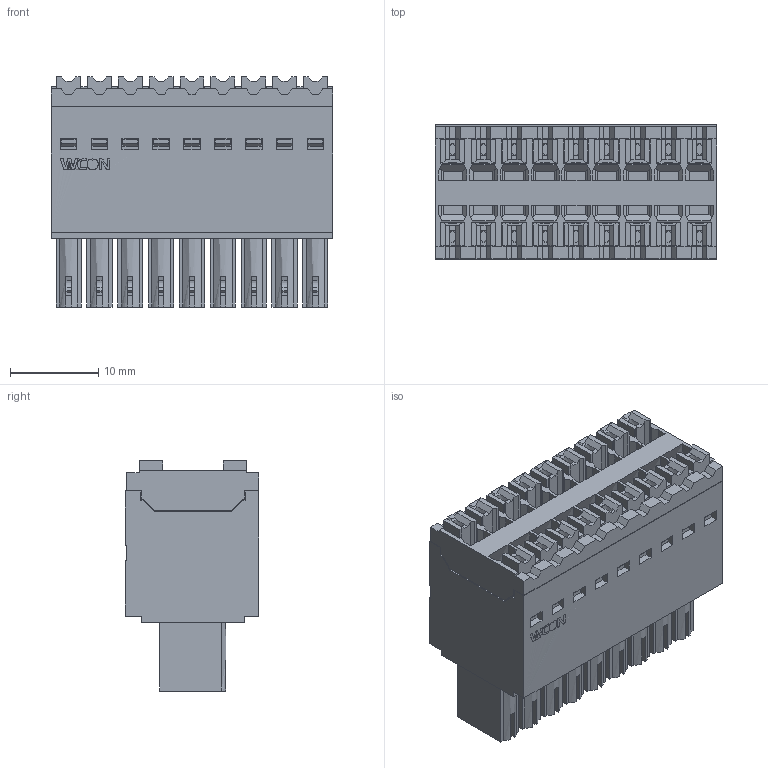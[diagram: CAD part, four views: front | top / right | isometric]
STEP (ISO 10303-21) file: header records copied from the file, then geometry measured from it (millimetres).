
FILE_DESCRIPTION( ('This file contains a STEP AP42 implementation' ,'as created by ZW3D STEP Interface translator.') ,'2;1' );
FILE_NAME( 'PF350SW-2F09BSNN1.stp' ,'231129.142325', (''), ('ZWCAD Software Co.'), 'Version 1.0', 'ZW3D to STEP translator', '' );
FILE_SCHEMA(('AUTOMOTIVE_DESIGN { 1 0 10303 214 1 1 1 1 }'));
Length unit declared in the file: millimetre
Products named in the file (2): 0; PF350SW-2F09BSNN1
Bounding box: 31.9 x 15.2 x 26.1 mm (x, y, z)
Volume: 8125.2 mm3
Topology: 1 solids, 3 shells, 2585 faces, 7311 edges, 4736 vertices
Faces by surface type: plane 2075, cylinder 361, bspline 149
Full cylindrical faces by diameter (mm): 1.4 x18
Entity records: 87336 total; most frequent: CARTESIAN_POINT 18128, ORIENTED_EDGE 14620, DIRECTION 12756, EDGE_CURVE 7310, VECTOR 6038, LINE 6038, VERTEX_POINT 4735, AXIS2_PLACEMENT_3D 3359
